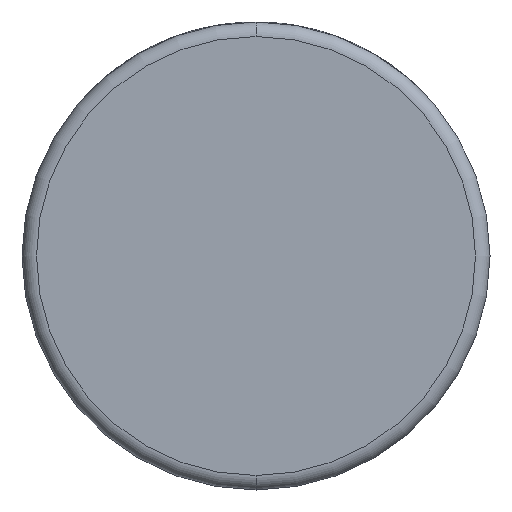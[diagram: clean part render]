
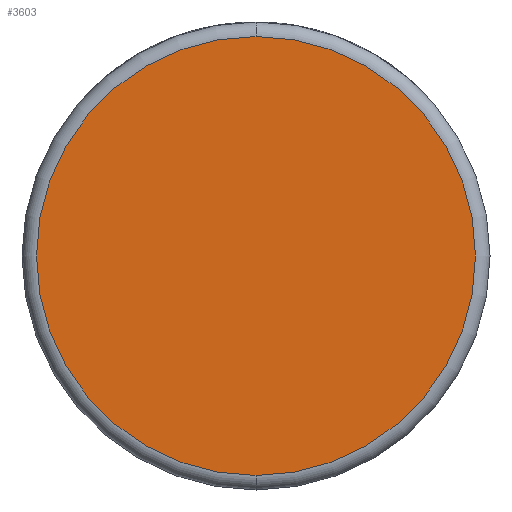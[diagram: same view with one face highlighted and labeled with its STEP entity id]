
A CAD part, front view. The second image highlights one B-rep face of the part: STEP entity #3603.
In plain terms, the highlighted planar face has unit normal (0, -1, 0).
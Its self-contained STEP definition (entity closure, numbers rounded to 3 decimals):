
#94 = CARTESIAN_POINT ( 'NONE',  ( 0., 0., 0. ) ) ;
#232 = AXIS2_PLACEMENT_3D ( 'NONE', #94, #482, #4083 ) ;
#241 = EDGE_LOOP ( 'NONE', ( #1601, #1276 ) ) ;
#482 = DIRECTION ( 'NONE',  ( 0., -1., 0. ) ) ;
#700 = CARTESIAN_POINT ( 'NONE',  ( 0., 0., -30.25 ) ) ;
#1071 = CIRCLE ( 'NONE', #2374, 30.25 ) ;
#1276 = ORIENTED_EDGE ( 'NONE', *, *, #2099, .T. ) ;
#1440 = VERTEX_POINT ( 'NONE', #700 ) ;
#1601 = ORIENTED_EDGE ( 'NONE', *, *, #4027, .T. ) ;
#1745 = CIRCLE ( 'NONE', #232, 30.25 ) ;
#1862 = DIRECTION ( 'NONE',  ( 0., 1., 0. ) ) ;
#2099 = EDGE_CURVE ( 'NONE', #1440, #2638, #1745, .T. ) ;
#2126 = FACE_OUTER_BOUND ( 'NONE', #241, .T. ) ;
#2182 = PLANE ( 'NONE',  #2504 ) ;
#2374 = AXIS2_PLACEMENT_3D ( 'NONE', #2746, #2771, #3267 ) ;
#2464 = CARTESIAN_POINT ( 'NONE',  ( 0., 0., 30.25 ) ) ;
#2504 = AXIS2_PLACEMENT_3D ( 'NONE', #2597, #1862, #4253 ) ;
#2597 = CARTESIAN_POINT ( 'NONE',  ( 0., 0., 0. ) ) ;
#2638 = VERTEX_POINT ( 'NONE', #2464 ) ;
#2746 = CARTESIAN_POINT ( 'NONE',  ( 0., 0., 0. ) ) ;
#2771 = DIRECTION ( 'NONE',  ( 0., -1., 0. ) ) ;
#3267 = DIRECTION ( 'NONE',  ( 0., 0., 1. ) ) ;
#3603 = ADVANCED_FACE ( 'NONE', ( #2126 ), #2182, .F. ) ;
#4027 = EDGE_CURVE ( 'NONE', #2638, #1440, #1071, .T. ) ;
#4083 = DIRECTION ( 'NONE',  ( 0., 0., 1. ) ) ;
#4253 = DIRECTION ( 'NONE',  ( 0., 0., 1. ) ) ;
